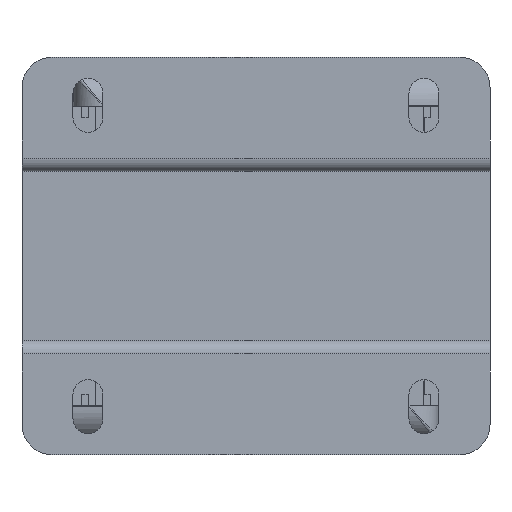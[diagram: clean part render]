
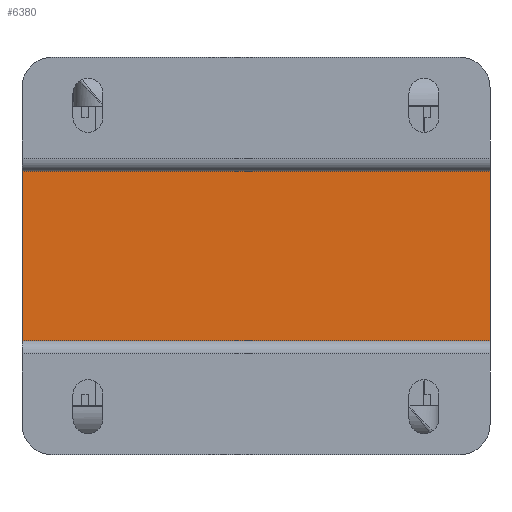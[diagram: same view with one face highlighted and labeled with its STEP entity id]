
A CAD part, front view. The second image highlights one B-rep face of the part: STEP entity #6380.
In plain terms, the highlighted planar face has unit normal (0, -1, 0).
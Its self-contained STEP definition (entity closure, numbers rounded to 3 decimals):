
#17=DIRECTION('',(-1.,0.,0.));
#18=VECTOR('',#17,78.);
#19=CARTESIAN_POINT('',(137.,47.9,14.1));
#20=LINE('',#19,#18);
#145=DIRECTION('',(-1.,0.,0.));
#146=VECTOR('',#145,78.);
#147=CARTESIAN_POINT('',(137.,47.9,-14.1));
#148=LINE('',#147,#146);
#149=DIRECTION('',(0.,0.,1.));
#150=VECTOR('',#149,28.2);
#151=CARTESIAN_POINT('',(59.,47.9,-14.1));
#152=LINE('',#151,#150);
#157=DIRECTION('',(0.,0.,1.));
#158=VECTOR('',#157,28.2);
#159=CARTESIAN_POINT('',(137.,47.9,-14.1));
#160=LINE('',#159,#158);
#5155=CARTESIAN_POINT('',(59.,47.9,14.1));
#5157=VERTEX_POINT('',#5155);
#5161=CARTESIAN_POINT('',(137.,47.9,14.1));
#5162=VERTEX_POINT('',#5161);
#5231=CARTESIAN_POINT('',(59.,47.9,-14.1));
#5232=VERTEX_POINT('',#5231);
#5235=CARTESIAN_POINT('',(137.,47.9,-14.1));
#5236=VERTEX_POINT('',#5235);
#6367=CARTESIAN_POINT('',(137.,47.9,0.));
#6368=DIRECTION('',(0.,1.,0.));
#6369=DIRECTION('',(1.,0.,0.));
#6370=AXIS2_PLACEMENT_3D('',#6367,#6368,#6369);
#6371=PLANE('',#6370);
#6372=ORIENTED_EDGE('',*,*,#6266,.F.);
#6374=ORIENTED_EDGE('',*,*,#6373,.F.);
#6376=ORIENTED_EDGE('',*,*,#6375,.T.);
#6377=ORIENTED_EDGE('',*,*,#6358,.T.);
#6378=EDGE_LOOP('',(#6372,#6374,#6376,#6377));
#6379=FACE_OUTER_BOUND('',#6378,.F.);
#6266=EDGE_CURVE('',#5162,#5157,#20,.T.);
#6358=EDGE_CURVE('',#5232,#5157,#152,.T.);
#6373=EDGE_CURVE('',#5236,#5162,#160,.T.);
#6375=EDGE_CURVE('',#5236,#5232,#148,.T.);
#6380=ADVANCED_FACE('',(#6379),#6371,.F.);
